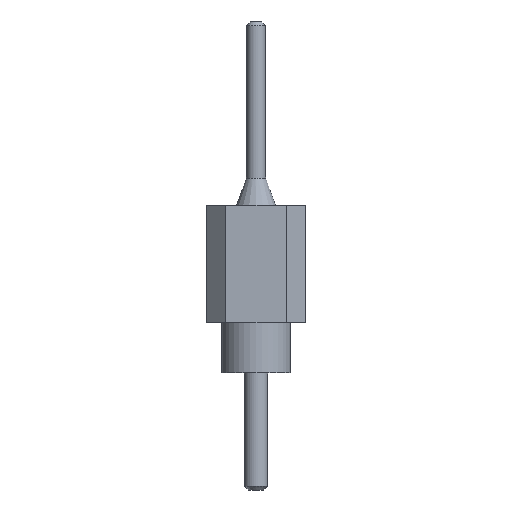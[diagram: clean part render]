
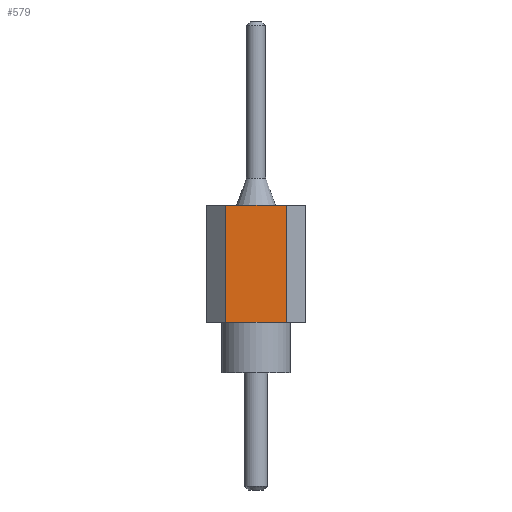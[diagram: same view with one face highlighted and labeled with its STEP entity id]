
A CAD part, left-side view. The second image highlights one B-rep face of the part: STEP entity #579.
In plain terms, the highlighted planar face has unit normal (-1, 0, 0).
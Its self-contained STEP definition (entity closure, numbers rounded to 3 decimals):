
#145=PLANE('',#648);
#179=FACE_OUTER_BOUND('',#216,.T.);
#216=EDGE_LOOP('',(#482,#483,#484,#485));
#250=LINE('',#964,#288);
#253=LINE('',#970,#291);
#260=LINE('',#984,#298);
#261=LINE('',#985,#299);
#288=VECTOR('',#760,10.);
#291=VECTOR('',#765,10.);
#298=VECTOR('',#774,10.);
#299=VECTOR('',#775,10.);
#353=VERTEX_POINT('',#961);
#354=VERTEX_POINT('',#963);
#356=VERTEX_POINT('',#969);
#362=VERTEX_POINT('',#983);
#397=EDGE_CURVE('',#353,#354,#250,.T.);
#400=EDGE_CURVE('',#356,#354,#253,.T.);
#407=EDGE_CURVE('',#362,#353,#260,.T.);
#408=EDGE_CURVE('',#356,#362,#261,.T.);
#482=ORIENTED_EDGE('',*,*,#397,.F.);
#483=ORIENTED_EDGE('',*,*,#407,.F.);
#484=ORIENTED_EDGE('',*,*,#408,.F.);
#485=ORIENTED_EDGE('',*,*,#400,.T.);
#579=ADVANCED_FACE('',(#179),#145,.T.);
#648=AXIS2_PLACEMENT_3D('',#982,#772,#773);
#760=DIRECTION('',(0.,0.,-1.));
#765=DIRECTION('',(0.,-1.,0.));
#772=DIRECTION('center_axis',(-1.,0.,0.));
#773=DIRECTION('ref_axis',(0.,-1.,0.));
#774=DIRECTION('',(0.,-1.,0.));
#775=DIRECTION('',(0.,0.,1.));
#961=CARTESIAN_POINT('',(-1.27,-0.77,7.3));
#963=CARTESIAN_POINT('',(-1.27,-0.77,4.3));
#964=CARTESIAN_POINT('',(-1.27,-0.77,4.3));
#969=CARTESIAN_POINT('',(-1.27,0.77,4.3));
#970=CARTESIAN_POINT('',(-1.27,1.27,4.3));
#982=CARTESIAN_POINT('Origin',(-1.27,1.27,4.3));
#983=CARTESIAN_POINT('',(-1.27,0.77,7.3));
#984=CARTESIAN_POINT('',(-1.27,1.27,7.3));
#985=CARTESIAN_POINT('',(-1.27,0.77,4.3));
